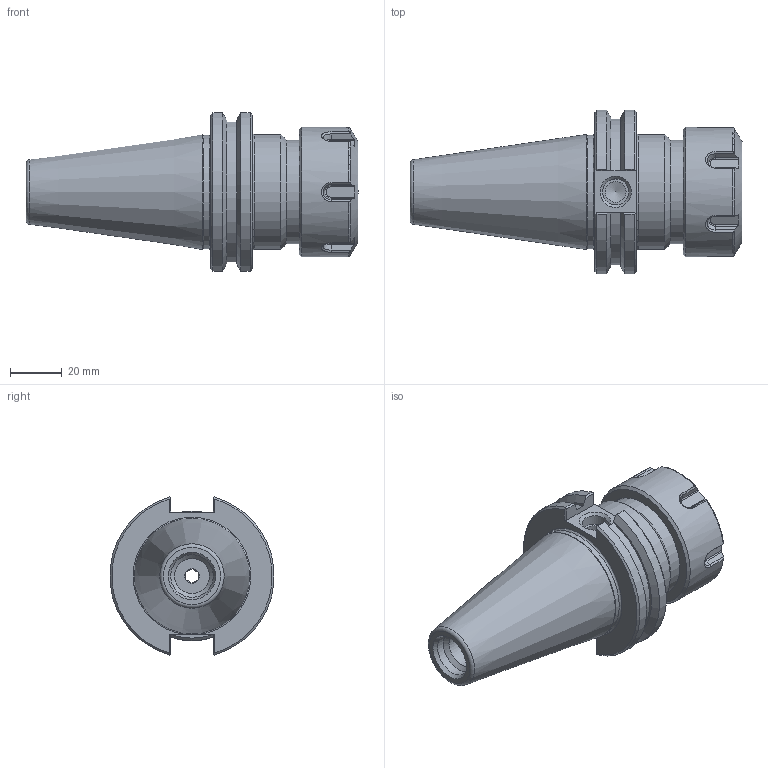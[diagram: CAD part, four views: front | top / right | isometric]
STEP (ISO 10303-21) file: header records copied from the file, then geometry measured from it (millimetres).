
FILE_DESCRIPTION(/* description */ ('ER COLLET CHUCK'),/* implementation_level */ '2;1');
FILE_NAME(/* name */ 'C40-32ERF236.stp',/* time_stamp */ '2017-01-19T13:53:45-05:00',/* author */ ('davhar'),/* organization */ (''),/* preprocessor_version */ 'ST-DEVELOPER v16.1',/* originating_system */ 'Autodesk Inventor 2016',/* authorisation */ '');
FILE_SCHEMA (('AUTOMOTIVE_DESIGN { 1 0 10303 214 3 1 1 }'));
Length unit declared in the file: inch
Products named in the file (4): C40-32ER236-1; 32ERN; BS-18; C40-32ERF236
Assembly tree (3 placements, depth 2):
  C40-32ERF236
    C40-32ER236-1
    32ERN
    BS-18
Bounding box: 128.21 x 63.26 x 61.05 mm (x, y, z)
Volume: 135454.8 mm3; surface area: 37355.1 mm2
Topology: 3 solids, 3 shells, 171 faces, 431 edges, 270 vertices
Faces by surface type: plane 75, cylinder 38, cone 37, torus 15, bspline 6
Full cylindrical faces by diameter (mm): 7.112 x1, 8 x1, 10.046 x1, 13.386 x1, 16.459 x1, 17.78 x2, 18.923 x1, 20.447 x1, 23.495 x1, 27 x1, 38.65 x1, 40 x1, 41 x1, 43.942 x1, 44.45 x1, 50 x1
Entity records: 5889 total; most frequent: CARTESIAN_POINT 2081, ORIENTED_EDGE 758, DIRECTION 714, EDGE_CURVE 379, AXIS2_PLACEMENT_3D 287, VERTEX_POINT 261, EDGE_LOOP 224, FACE_OUTER_BOUND 171
